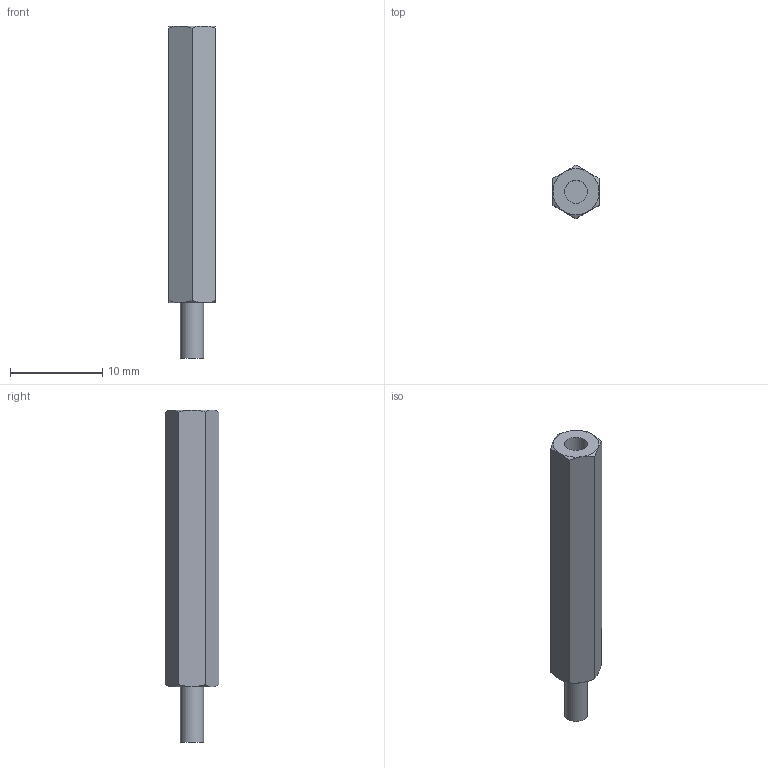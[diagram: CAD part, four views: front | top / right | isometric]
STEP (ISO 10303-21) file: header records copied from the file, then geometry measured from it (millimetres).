
FILE_DESCRIPTION(/* description */ (''),/* implementation_level */ '2;1');
FILE_NAME(/* name */ 'Standoff mf - M2.5 x 30 across flats 5mm.step',/* time_stamp */ '2022-03-19T19:44:03+02:00',/* author */ (''),/* organization */ (''),/* preprocessor_version */ 'ST-DEVELOPER v18.1',/* originating_system */ 'Autodesk Translation Framework v10.13.0.1454',/* authorisation */ '');
FILE_SCHEMA (('AUTOMOTIVE_DESIGN { 1 0 10303 214 3 1 1 }'));
Length unit declared in the file: millimetre
Products named in the file (1): Standoff mf - M2.5 x 30 across flats 5mm
Bounding box: 5 x 5.77 x 36 mm (x, y, z)
Volume: 629.6 mm3; surface area: 696.4 mm2
Topology: 2 solids, 2 shells, 25 faces, 48 edges, 28 vertices
Faces by surface type: cone 12, plane 11, cylinder 2
Full cylindrical faces by diameter (mm): 2.5 x2
Entity records: 630 total; most frequent: CARTESIAN_POINT 150, ORIENTED_EDGE 96, DIRECTION 92, EDGE_CURVE 48, AXIS2_PLACEMENT_3D 42, VERTEX_POINT 28, EDGE_LOOP 26, FACE_OUTER_BOUND 25
